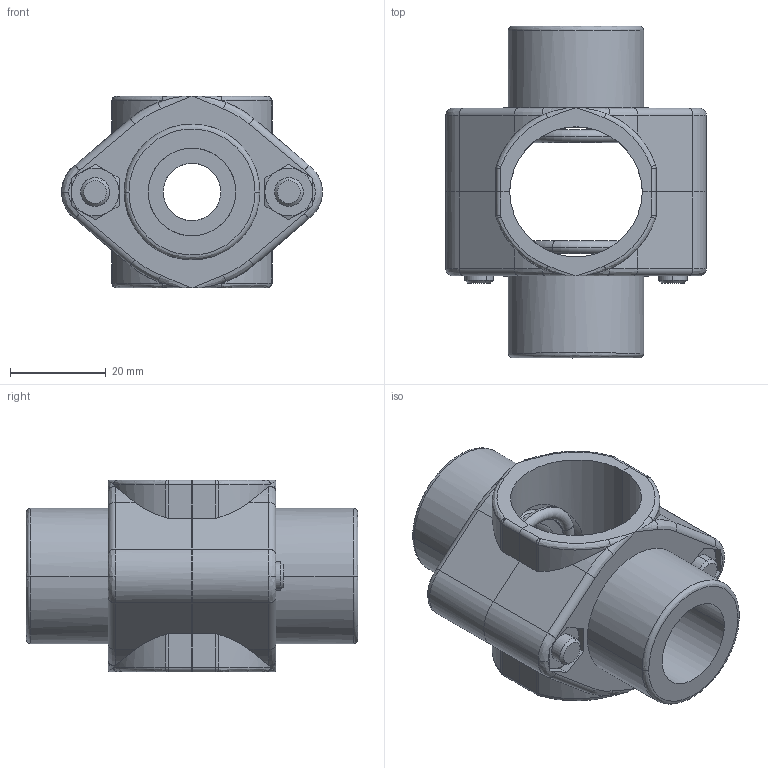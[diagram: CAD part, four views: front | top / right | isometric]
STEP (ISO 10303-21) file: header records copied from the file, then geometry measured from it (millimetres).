
FILE_DESCRIPTION (( 'STEP AP203' ), '1' );
FILE_NAME ('ML215.028.012.STEP', '2024-02-15T09:43:19', ( '' ), ( '' ), 'SwSTEP 2.0', 'SolidWorks 2021', '' );
FILE_SCHEMA (( 'CONFIG_CONTROL_DESIGN' ));
Length unit declared in the file: millimetre
Products named in the file (5): ML215.028.012; DADI ESAGONALI NORMALI UNI 5588_M6 UNI 5588; GUARNIZIONI OR_OR-121; VITI TCEI UNI 5931_M6x30 UNI 5931
Assembly tree (8 placements, depth 2):
  ML215.028.012
    ML215.028.012  x2
    VITI TCEI UNI 5931_M6x30 UNI 5931  x2
    DADI ESAGONALI NORMALI UNI 5588_M6 UNI 5588  x2
    GUARNIZIONI OR_OR-121  x2
Bounding box: 54.4 x 69.2 x 40 mm (x, y, z)
Volume: 41653.2 mm3; surface area: 23574.2 mm2
Topology: 8 solids, 8 shells, 352 faces, 876 edges, 540 vertices
Faces by surface type: plane 130, cylinder 92, cone 60, bspline 58, torus 12
Entity records: 9376 total; most frequent: CARTESIAN_POINT 4918, ORIENTED_EDGE 860, DIRECTION 703, EDGE_CURVE 430, VERTEX_POINT 270, AXIS2_PLACEMENT_3D 259, EDGE_LOOP 194, LINE 185
